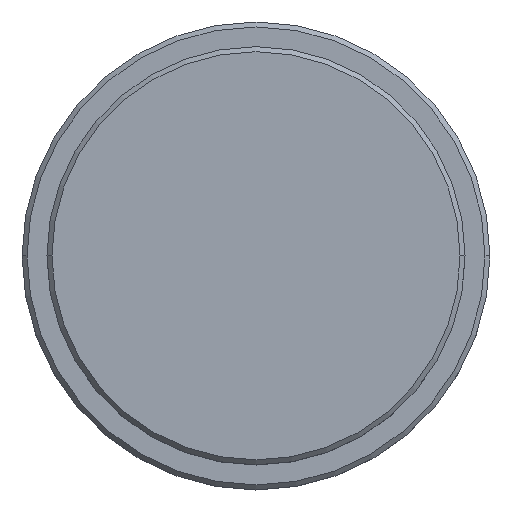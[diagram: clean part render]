
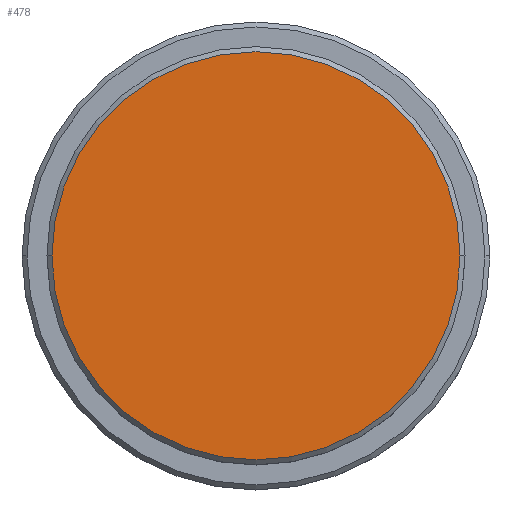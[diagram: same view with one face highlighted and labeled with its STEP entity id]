
A CAD part, top view. The second image highlights one B-rep face of the part: STEP entity #478.
In plain terms, the highlighted planar face has unit normal (0, 0, 1).
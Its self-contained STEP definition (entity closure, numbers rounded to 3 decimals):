
#99 = CARTESIAN_POINT ( 'NONE',  ( 20.5, 0., 0. ) ) ;
#119 = EDGE_LOOP ( 'NONE', ( #169, #1241 ) ) ;
#132 = CIRCLE ( 'NONE', #819, 20.5 ) ;
#156 = CIRCLE ( 'NONE', #876, 20.5 ) ;
#169 = ORIENTED_EDGE ( 'NONE', *, *, #487, .T. ) ;
#289 = AXIS2_PLACEMENT_3D ( 'NONE', #403, #422, #651 ) ;
#342 = VERTEX_POINT ( 'NONE', #361 ) ;
#361 = CARTESIAN_POINT ( 'NONE',  ( -20.5, 0., 0. ) ) ;
#403 = CARTESIAN_POINT ( 'NONE',  ( 0., 0., 0. ) ) ;
#422 = DIRECTION ( 'NONE',  ( 0., 0., 1. ) ) ;
#478 = ADVANCED_FACE ( 'NONE', ( #867 ), #1380, .T. ) ;
#487 = EDGE_CURVE ( 'NONE', #342, #510, #132, .T. ) ;
#506 = CARTESIAN_POINT ( 'NONE',  ( 0., 0., 0. ) ) ;
#510 = VERTEX_POINT ( 'NONE', #99 ) ;
#651 = DIRECTION ( 'NONE',  ( 1., 0., 0. ) ) ;
#653 = DIRECTION ( 'NONE',  ( 0., 0., 1. ) ) ;
#770 = CARTESIAN_POINT ( 'NONE',  ( 0., 0., 0. ) ) ;
#819 = AXIS2_PLACEMENT_3D ( 'NONE', #770, #960, #953 ) ;
#867 = FACE_OUTER_BOUND ( 'NONE', #119, .T. ) ;
#876 = AXIS2_PLACEMENT_3D ( 'NONE', #506, #653, #1393 ) ;
#953 = DIRECTION ( 'NONE',  ( 1., 0., 0. ) ) ;
#960 = DIRECTION ( 'NONE',  ( 0., 0., 1. ) ) ;
#1241 = ORIENTED_EDGE ( 'NONE', *, *, #1376, .T. ) ;
#1376 = EDGE_CURVE ( 'NONE', #510, #342, #156, .T. ) ;
#1380 = PLANE ( 'NONE',  #289 ) ;
#1393 = DIRECTION ( 'NONE',  ( 1., 0., 0. ) ) ;
